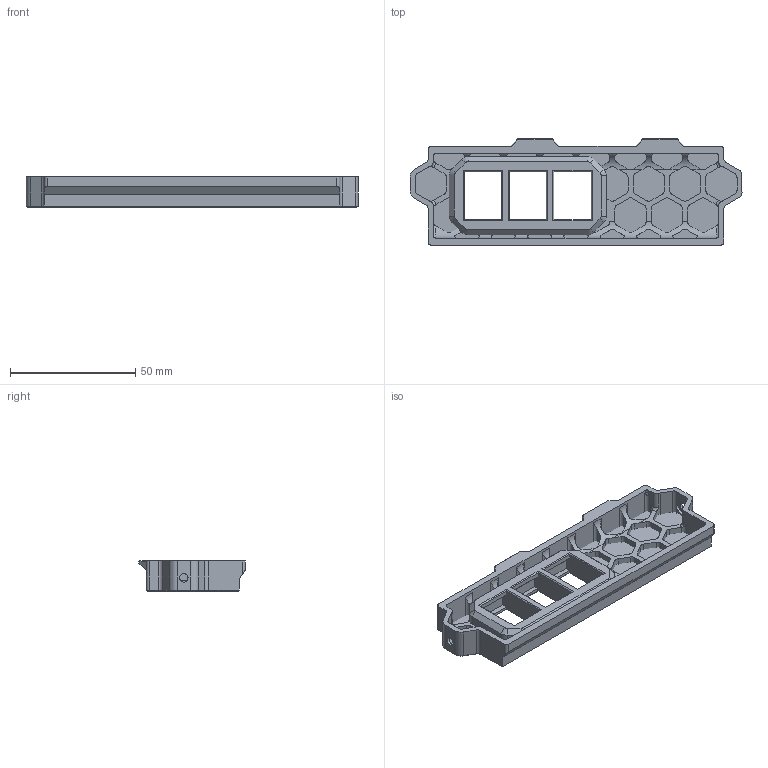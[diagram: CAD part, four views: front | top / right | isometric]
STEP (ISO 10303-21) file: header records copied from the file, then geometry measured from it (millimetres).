
FILE_DESCRIPTION(/* description */ (''),/* implementation_level */ '2;1');
FILE_NAME(/* name */ 'v02_rear_skirt_keystone_x3 v18.step',/* time_stamp */ '2023-03-07T18:17:43+01:00',/* author */ (''),/* organization */ (''),/* preprocessor_version */ 'ST-DEVELOPER v19.2',/* originating_system */ 'Autodesk Translation Framework v11.17.0.187',/* authorisation */ '');
FILE_SCHEMA (('AUTOMOTIVE_DESIGN { 1 0 10303 214 3 1 1 }'));
Length unit declared in the file: millimetre
Products named in the file (3): v02_rear_skirt_keystone_x3; Rear Skirt; Inserts
Assembly tree (2 placements, depth 3):
  v02_rear_skirt_keystone_x3
    Rear Skirt
      Inserts
Bounding box: 132.8 x 42.5 x 12 mm (x, y, z)
Volume: 23540.8 mm3; surface area: 20514.4 mm2
Topology: 14 solids, 14 shells, 730 faces, 1929 edges, 1213 vertices
Faces by surface type: plane 407, cylinder 222, cone 87, torus 8, bspline 6
Full cylindrical faces by diameter (mm): 3.4 x2, 6 x2
Entity records: 23142 total; most frequent: CARTESIAN_POINT 4756, ORIENTED_EDGE 3854, DIRECTION 3825, EDGE_CURVE 1927, LINE 1305, VECTOR 1305, AXIS2_PLACEMENT_3D 1260, VERTEX_POINT 1213
